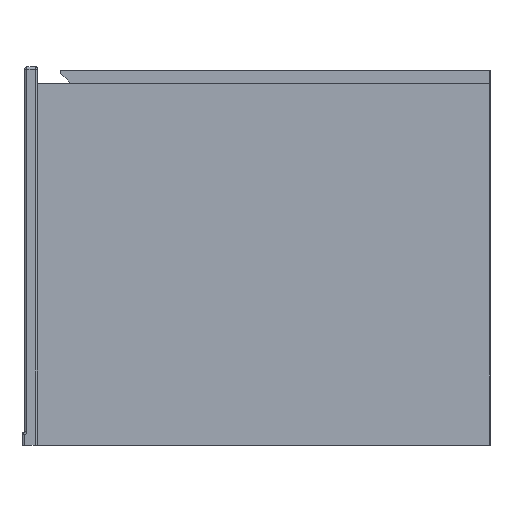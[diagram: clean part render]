
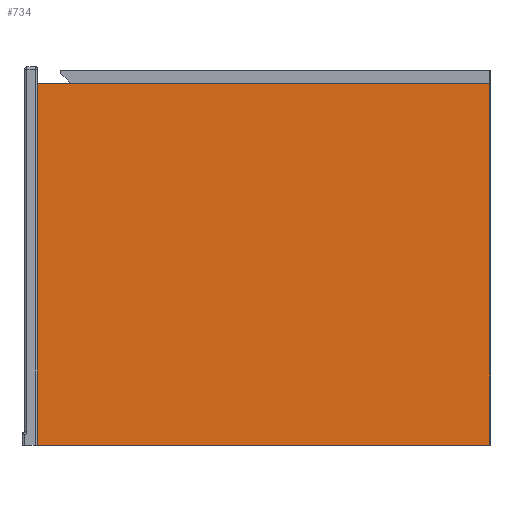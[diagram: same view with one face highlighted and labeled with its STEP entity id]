
A CAD part, left-side view. The second image highlights one B-rep face of the part: STEP entity #734.
In plain terms, the highlighted planar face has unit normal (-1, 0, 0).
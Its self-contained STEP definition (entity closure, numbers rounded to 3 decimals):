
#21 = DIRECTION ( 'NONE',  ( -1., 0., 0. ) ) ;
#166 = DIRECTION ( 'NONE',  ( 0., 0., -1. ) ) ;
#251 = DIRECTION ( 'NONE',  ( 0., 1., 0. ) ) ;
#413 = DIRECTION ( 'NONE',  ( 0., -1., 0. ) ) ;
#428 = CARTESIAN_POINT ( 'NONE',  ( -369., -275., 0. ) ) ;
#464 = CARTESIAN_POINT ( 'NONE',  ( -369., 275., 440. ) ) ;
#591 = VERTEX_POINT ( 'NONE', #2540 ) ;
#701 = VERTEX_POINT ( 'NONE', #428 ) ;
#734 = ADVANCED_FACE ( 'NONE', ( #2392 ), #4074, .T. ) ;
#747 = LINE ( 'NONE', #3750, #2840 ) ;
#897 = LINE ( 'NONE', #4568, #4758 ) ;
#979 = CARTESIAN_POINT ( 'NONE',  ( -369., 275., 0. ) ) ;
#1427 = LINE ( 'NONE', #464, #4646 ) ;
#1797 = VERTEX_POINT ( 'NONE', #3196 ) ;
#2101 = ORIENTED_EDGE ( 'NONE', *, *, #3356, .F. ) ;
#2185 = EDGE_CURVE ( 'NONE', #1797, #4144, #747, .T. ) ;
#2265 = ORIENTED_EDGE ( 'NONE', *, *, #2776, .T. ) ;
#2308 = DIRECTION ( 'NONE',  ( 0., 0., -1. ) ) ;
#2392 = FACE_OUTER_BOUND ( 'NONE', #3742, .T. ) ;
#2540 = CARTESIAN_POINT ( 'NONE',  ( -369., 275., 0. ) ) ;
#2776 = EDGE_CURVE ( 'NONE', #4144, #591, #1427, .T. ) ;
#2840 = VECTOR ( 'NONE', #3737, 1000. ) ;
#3009 = VECTOR ( 'NONE', #251, 1000. ) ;
#3172 = ORIENTED_EDGE ( 'NONE', *, *, #4692, .F. ) ;
#3187 = LINE ( 'NONE', #979, #3009 ) ;
#3196 = CARTESIAN_POINT ( 'NONE',  ( -369., -275., 440. ) ) ;
#3356 = EDGE_CURVE ( 'NONE', #1797, #701, #897, .T. ) ;
#3510 = CARTESIAN_POINT ( 'NONE',  ( -369., 275., 440. ) ) ;
#3737 = DIRECTION ( 'NONE',  ( 0., 1., 0. ) ) ;
#3742 = EDGE_LOOP ( 'NONE', ( #3172, #2101, #4011, #2265 ) ) ;
#3750 = CARTESIAN_POINT ( 'NONE',  ( -369., 275., 440. ) ) ;
#4011 = ORIENTED_EDGE ( 'NONE', *, *, #2185, .T. ) ;
#4074 = PLANE ( 'NONE',  #4363 ) ;
#4144 = VERTEX_POINT ( 'NONE', #3510 ) ;
#4147 = CARTESIAN_POINT ( 'NONE',  ( -369., 275., 440. ) ) ;
#4363 = AXIS2_PLACEMENT_3D ( 'NONE', #4147, #21, #413 ) ;
#4568 = CARTESIAN_POINT ( 'NONE',  ( -369., -275., 440. ) ) ;
#4646 = VECTOR ( 'NONE', #166, 1000. ) ;
#4692 = EDGE_CURVE ( 'NONE', #701, #591, #3187, .T. ) ;
#4758 = VECTOR ( 'NONE', #2308, 1000. ) ;
